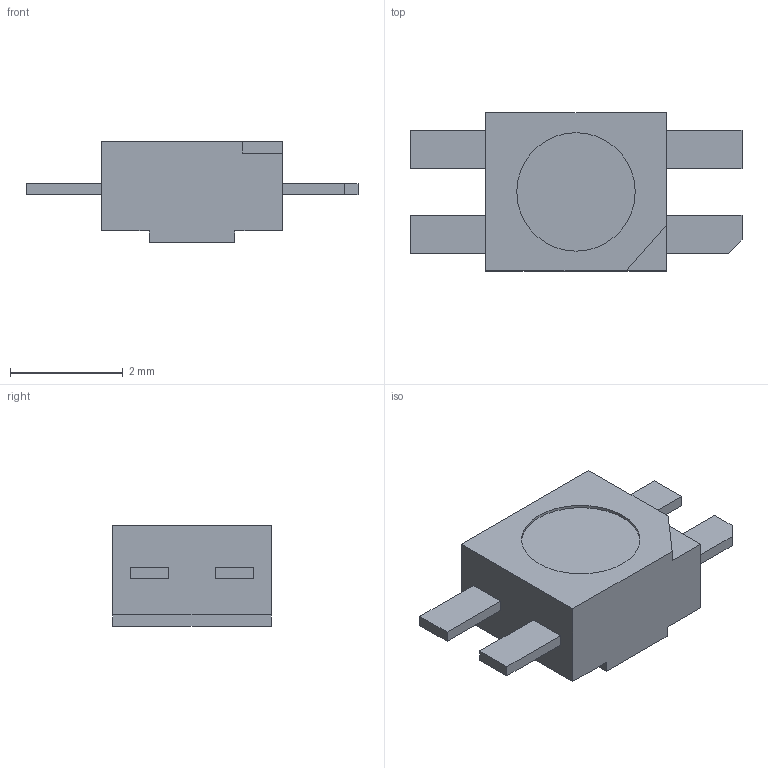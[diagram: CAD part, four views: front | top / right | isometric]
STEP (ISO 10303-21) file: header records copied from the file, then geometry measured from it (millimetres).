
FILE_DESCRIPTION(/* description */ (''),/* implementation_level */ '2;1');
FILE_NAME(/* name */ 'SK6812MINI-e v1.step',/* time_stamp */ '2024-12-26T14:24:57-05:00',/* author */ (''),/* organization */ (''),/* preprocessor_version */ 'ST-DEVELOPER v20',/* originating_system */ 'Autodesk Translation Framework v13.20.0.188',/* authorisation */ '');
FILE_SCHEMA (('AUTOMOTIVE_DESIGN { 1 0 10303 214 3 1 1 }'));
Length unit declared in the file: millimetre
Products named in the file (1): SK6812MINI-e
Bounding box: 5.88 x 2.8 x 1.78 mm (x, y, z)
Volume: 15.5 mm3; surface area: 49.3 mm2
Topology: 5 solids, 5 shells, 39 faces, 84 edges, 56 vertices
Faces by surface type: plane 38, cylinder 1
Full cylindrical faces by diameter (mm): 2.097 x1
Entity records: 1076 total; most frequent: CARTESIAN_POINT 180, ORIENTED_EDGE 168, DIRECTION 166, EDGE_CURVE 84, LINE 82, VECTOR 82, VERTEX_POINT 56, AXIS2_PLACEMENT_3D 42
